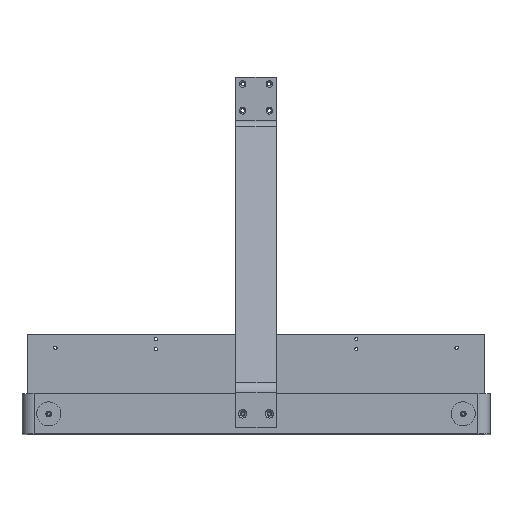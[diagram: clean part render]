
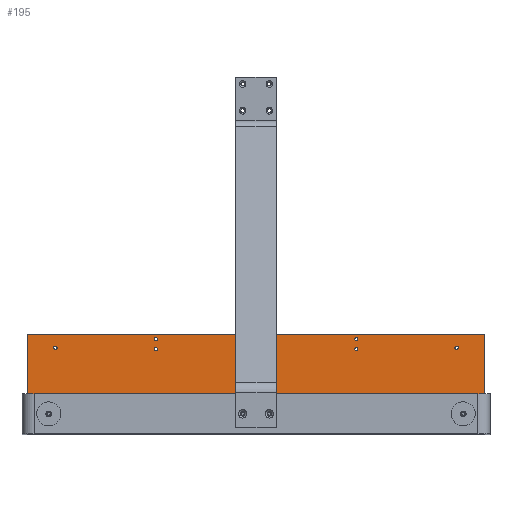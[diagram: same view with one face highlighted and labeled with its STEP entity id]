
A CAD part, top view. The second image highlights one B-rep face of the part: STEP entity #195.
In plain terms, the highlighted planar face has unit normal (0, 0, 1).
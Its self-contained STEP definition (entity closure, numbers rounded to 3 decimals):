
#195=ADVANCED_FACE('',(#522,#523,#524,#525,#526,#527,#528,#529,#530,#531,#532,#533),#534,.T.);
#522=FACE_OUTER_BOUND('',#1036,.T.);
#523=FACE_BOUND('',#1037,.T.);
#524=FACE_BOUND('',#1038,.T.);
#525=FACE_BOUND('',#1039,.T.);
#526=FACE_BOUND('',#1040,.T.);
#527=FACE_BOUND('',#1041,.T.);
#528=FACE_BOUND('',#1042,.T.);
#529=FACE_BOUND('',#1043,.T.);
#530=FACE_BOUND('',#1044,.T.);
#531=FACE_BOUND('',#1045,.T.);
#532=FACE_BOUND('',#1046,.T.);
#533=FACE_BOUND('',#1047,.T.);
#534=PLANE('',#1048);
#1036=EDGE_LOOP('',(#1581,#1582,#1583,#1584,#1585,#1586,#1587,#1588));
#1037=EDGE_LOOP('',(#1589));
#1038=EDGE_LOOP('',(#1590));
#1039=EDGE_LOOP('',(#1591));
#1040=EDGE_LOOP('',(#1592));
#1041=EDGE_LOOP('',(#1593));
#1042=EDGE_LOOP('',(#1594));
#1043=EDGE_LOOP('',(#1595));
#1044=EDGE_LOOP('',(#1596));
#1045=EDGE_LOOP('',(#1597));
#1046=EDGE_LOOP('',(#1598));
#1047=EDGE_LOOP('',(#1599));
#1048=AXIS2_PLACEMENT_3D('',#1600,#1601,#1602);
#1581=ORIENTED_EDGE('',*,*,#2678,.F.);
#1582=ORIENTED_EDGE('',*,*,#2679,.F.);
#1583=ORIENTED_EDGE('',*,*,#2680,.T.);
#1584=ORIENTED_EDGE('',*,*,#2681,.F.);
#1585=ORIENTED_EDGE('',*,*,#2682,.T.);
#1586=ORIENTED_EDGE('',*,*,#2674,.T.);
#1587=ORIENTED_EDGE('',*,*,#2670,.T.);
#1588=ORIENTED_EDGE('',*,*,#2667,.T.);
#1589=ORIENTED_EDGE('',*,*,#2663,.F.);
#1590=ORIENTED_EDGE('',*,*,#2660,.F.);
#1591=ORIENTED_EDGE('',*,*,#2657,.F.);
#1592=ORIENTED_EDGE('',*,*,#2654,.F.);
#1593=ORIENTED_EDGE('',*,*,#2650,.T.);
#1594=ORIENTED_EDGE('',*,*,#2647,.T.);
#1595=ORIENTED_EDGE('',*,*,#2644,.T.);
#1596=ORIENTED_EDGE('',*,*,#2641,.T.);
#1597=ORIENTED_EDGE('',*,*,#2638,.T.);
#1598=ORIENTED_EDGE('',*,*,#2635,.T.);
#1599=ORIENTED_EDGE('',*,*,#2632,.T.);
#1600=CARTESIAN_POINT('',(-342.0,150.0,6.));
#1601=DIRECTION('',(0.,0.,1.0));
#1602=DIRECTION('',(1.0,0.0,0.));
#2632=EDGE_CURVE('',#3061,#3061,#3062,.T.);
#2635=EDGE_CURVE('',#3066,#3066,#3067,.T.);
#2638=EDGE_CURVE('',#3071,#3071,#3072,.T.);
#2641=EDGE_CURVE('',#3076,#3076,#3077,.T.);
#2644=EDGE_CURVE('',#3081,#3081,#3082,.T.);
#2647=EDGE_CURVE('',#3086,#3086,#3087,.T.);
#2650=EDGE_CURVE('',#3091,#3091,#3092,.T.);
#2654=EDGE_CURVE('',#3098,#3098,#3099,.T.);
#2657=EDGE_CURVE('',#3103,#3103,#3104,.T.);
#2660=EDGE_CURVE('',#3108,#3108,#3109,.T.);
#2663=EDGE_CURVE('',#3113,#3113,#3114,.T.);
#2667=EDGE_CURVE('',#3121,#3119,#3122,.T.);
#2670=EDGE_CURVE('',#3125,#3121,#3126,.T.);
#2674=EDGE_CURVE('',#3131,#3125,#3132,.T.);
#2678=EDGE_CURVE('',#3137,#3119,#3138,.T.);
#2679=EDGE_CURVE('',#3139,#3137,#3140,.T.);
#2680=EDGE_CURVE('',#3139,#3141,#3142,.T.);
#2681=EDGE_CURVE('',#3143,#3141,#3144,.T.);
#2682=EDGE_CURVE('',#3143,#3131,#3145,.T.);
#3061=VERTEX_POINT('',#3684);
#3062=CIRCLE('',#3685,2.5);
#3066=VERTEX_POINT('',#3689);
#3067=CIRCLE('',#3690,2.5);
#3071=VERTEX_POINT('',#3694);
#3072=CIRCLE('',#3695,2.5);
#3076=VERTEX_POINT('',#3699);
#3077=CIRCLE('',#3700,2.5);
#3081=VERTEX_POINT('',#3704);
#3082=CIRCLE('',#3705,2.5);
#3086=VERTEX_POINT('',#3709);
#3087=CIRCLE('',#3710,2.5);
#3091=VERTEX_POINT('',#3714);
#3092=CIRCLE('',#3715,2.5);
#3098=VERTEX_POINT('',#3721);
#3099=CIRCLE('',#3722,2.459);
#3103=VERTEX_POINT('',#3726);
#3104=CIRCLE('',#3727,2.459);
#3108=VERTEX_POINT('',#3731);
#3109=CIRCLE('',#3732,2.459);
#3113=VERTEX_POINT('',#3736);
#3114=CIRCLE('',#3737,2.459);
#3119=VERTEX_POINT('',#3743);
#3121=VERTEX_POINT('',#3746);
#3122=LINE('',#3747,#3748);
#3125=VERTEX_POINT('',#3752);
#3126=LINE('',#3753,#3754);
#3131=VERTEX_POINT('',#3761);
#3132=LINE('',#3762,#3763);
#3137=VERTEX_POINT('',#3770);
#3138=LINE('',#3771,#3772);
#3139=VERTEX_POINT('',#3773);
#3140=LINE('',#3774,#3775);
#3141=VERTEX_POINT('',#3776);
#3142=LINE('',#3777,#3778);
#3143=VERTEX_POINT('',#3779);
#3144=LINE('',#3780,#3781);
#3145=LINE('',#3782,#3783);
#3684=CARTESIAN_POINT('',(300.0,127.5,6.));
#3685=AXIS2_PLACEMENT_3D('',#4624,#4625,#4626);
#3689=CARTESIAN_POINT('',(300.0,17.5,6.));
#3690=AXIS2_PLACEMENT_3D('',#4630,#4631,#4632);
#3694=CARTESIAN_POINT('',(-300.0,17.5,6.));
#3695=AXIS2_PLACEMENT_3D('',#4636,#4637,#4638);
#3699=CARTESIAN_POINT('',(-300.0,127.5,6.));
#3700=AXIS2_PLACEMENT_3D('',#4642,#4643,#4644);
#3704=CARTESIAN_POINT('',(-150.0,17.5,6.));
#3705=AXIS2_PLACEMENT_3D('',#4648,#4649,#4650);
#3709=CARTESIAN_POINT('',(150.0,17.5,6.));
#3710=AXIS2_PLACEMENT_3D('',#4654,#4655,#4656);
#3714=CARTESIAN_POINT('',(0.,127.5,6.));
#3715=AXIS2_PLACEMENT_3D('',#4660,#4661,#4662);
#3721=CARTESIAN_POINT('',(150.0,140.542,6.));
#3722=AXIS2_PLACEMENT_3D('',#4669,#4670,#4671);
#3726=CARTESIAN_POINT('',(-150.0,140.542,6.));
#3727=AXIS2_PLACEMENT_3D('',#4675,#4676,#4677);
#3731=CARTESIAN_POINT('',(150.0,125.542,6.));
#3732=AXIS2_PLACEMENT_3D('',#4681,#4682,#4683);
#3736=CARTESIAN_POINT('',(-150.0,125.542,6.));
#3737=AXIS2_PLACEMENT_3D('',#4687,#4688,#4689);
#3743=CARTESIAN_POINT('',(-342.0,60.0,6.));
#3746=CARTESIAN_POINT('',(-342.0,150.0,6.));
#3747=CARTESIAN_POINT('',(-342.0,150.0,6.));
#3748=VECTOR('',#4692,1000.0);
#3752=CARTESIAN_POINT('',(342.0,150.0,6.));
#3753=CARTESIAN_POINT('',(342.0,150.0,6.));
#3754=VECTOR('',#4694,1000.0);
#3761=CARTESIAN_POINT('',(342.0,60.0,6.));
#3762=CARTESIAN_POINT('',(342.0,0.0,6.));
#3763=VECTOR('',#4697,1000.0);
#3770=CARTESIAN_POINT('',(-339.0,60.0,6.));
#3771=CARTESIAN_POINT('',(-339.0,60.0,6.));
#3772=VECTOR('',#4700,1000.0);
#3773=CARTESIAN_POINT('',(-339.0,0.,6.));
#3774=CARTESIAN_POINT('',(-339.0,0.0,6.));
#3775=VECTOR('',#4701,1000.0);
#3776=CARTESIAN_POINT('',(339.0,0.,6.));
#3777=CARTESIAN_POINT('',(-342.0,0.,6.));
#3778=VECTOR('',#4702,1000.0);
#3779=CARTESIAN_POINT('',(339.0,60.0,6.));
#3780=CARTESIAN_POINT('',(339.0,60.0,6.));
#3781=VECTOR('',#4703,1000.0);
#3782=CARTESIAN_POINT('',(339.0,60.0,6.));
#3783=VECTOR('',#4704,1000.0);
#4624=CARTESIAN_POINT('',(300.0,130.0,6.));
#4625=DIRECTION('',(0.,0.,-1.0));
#4626=DIRECTION('',(0.,-1.0,0.));
#4630=CARTESIAN_POINT('',(300.0,20.,6.));
#4631=DIRECTION('',(0.,0.,-1.0));
#4632=DIRECTION('',(0.,-1.0,0.));
#4636=CARTESIAN_POINT('',(-300.0,20.,6.));
#4637=DIRECTION('',(0.,0.,-1.0));
#4638=DIRECTION('',(0.,-1.0,0.));
#4642=CARTESIAN_POINT('',(-300.0,130.0,6.));
#4643=DIRECTION('',(0.,0.,-1.0));
#4644=DIRECTION('',(0.,-1.0,0.));
#4648=CARTESIAN_POINT('',(-150.0,20.0,6.));
#4649=DIRECTION('',(0.,0.,-1.0));
#4650=DIRECTION('',(0.,-1.0,0.));
#4654=CARTESIAN_POINT('',(150.0,20.0,6.));
#4655=DIRECTION('',(0.,0.,-1.0));
#4656=DIRECTION('',(0.,-1.0,0.));
#4660=CARTESIAN_POINT('',(0.,130.0,6.));
#4661=DIRECTION('',(0.,0.,-1.0));
#4662=DIRECTION('',(0.,-1.0,0.));
#4669=CARTESIAN_POINT('',(150.0,143.0,6.));
#4670=DIRECTION('',(0.,0.,1.0));
#4671=DIRECTION('',(0.,-1.0,0.));
#4675=CARTESIAN_POINT('',(-150.0,143.0,6.));
#4676=DIRECTION('',(0.,0.,1.0));
#4677=DIRECTION('',(0.,-1.0,0.));
#4681=CARTESIAN_POINT('',(150.0,128.0,6.));
#4682=DIRECTION('',(0.,0.,1.0));
#4683=DIRECTION('',(0.,-1.0,0.));
#4687=CARTESIAN_POINT('',(-150.0,128.0,6.));
#4688=DIRECTION('',(0.,0.,1.0));
#4689=DIRECTION('',(0.,-1.0,0.));
#4692=DIRECTION('',(0.,-1.0,0.));
#4694=DIRECTION('',(-1.0,0.,0.));
#4697=DIRECTION('',(0.,1.0,0.));
#4700=DIRECTION('',(-1.0,0.0,0.));
#4701=DIRECTION('',(0.0,1.0,0.));
#4702=DIRECTION('',(1.0,0.,0.));
#4703=DIRECTION('',(0.,-1.0,0.));
#4704=DIRECTION('',(1.0,0.0,0.0));
